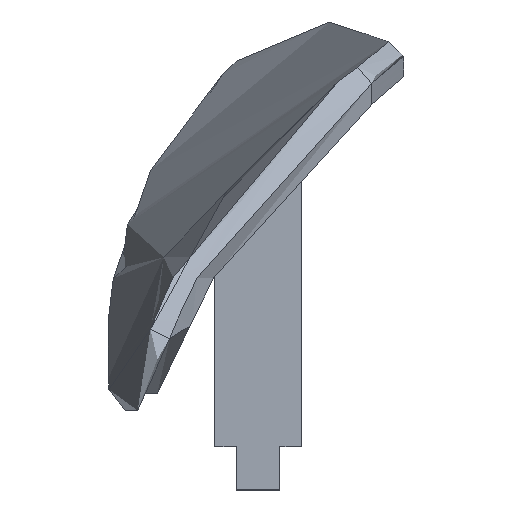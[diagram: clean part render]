
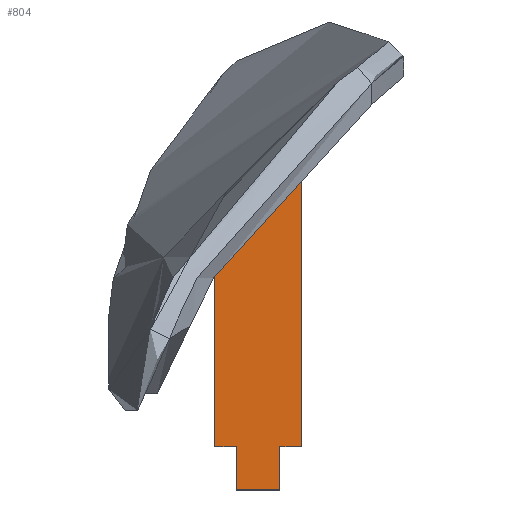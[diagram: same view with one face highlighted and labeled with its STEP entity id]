
A CAD part, top view. The second image highlights one B-rep face of the part: STEP entity #804.
In plain terms, the highlighted planar face has unit normal (0, 0, 1).
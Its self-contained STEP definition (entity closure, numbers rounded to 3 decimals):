
#22=ELLIPSE('',#857,29.931,26.462);
#115=PLANE('',#856);
#141=FACE_OUTER_BOUND('',#183,.T.);
#183=EDGE_LOOP('',(#666,#667,#668,#669,#670,#671,#672,#673));
#203=LINE('',#1015,#262);
#207=LINE('',#1023,#266);
#238=LINE('',#1086,#297);
#240=LINE('',#1090,#299);
#250=LINE('',#1109,#309);
#254=LINE('',#1573,#313);
#255=LINE('',#1584,#314);
#262=VECTOR('',#878,10.);
#266=VECTOR('',#882,10.);
#297=VECTOR('',#933,10.);
#299=VECTOR('',#937,10.);
#309=VECTOR('',#957,10.);
#313=VECTOR('',#971,10.);
#314=VECTOR('',#980,10.);
#330=VERTEX_POINT('',#1012);
#331=VERTEX_POINT('',#1014);
#334=VERTEX_POINT('',#1020);
#335=VERTEX_POINT('',#1022);
#357=VERTEX_POINT('',#1084);
#358=VERTEX_POINT('',#1088);
#373=VERTEX_POINT('',#1572);
#375=VERTEX_POINT('',#1579);
#421=EDGE_CURVE('',#330,#331,#203,.T.);
#425=EDGE_CURVE('',#334,#335,#207,.T.);
#457=EDGE_CURVE('',#334,#357,#238,.T.);
#459=EDGE_CURVE('',#331,#358,#240,.T.);
#469=EDGE_CURVE('',#358,#357,#250,.T.);
#483=EDGE_CURVE('',#335,#373,#254,.T.);
#487=EDGE_CURVE('',#330,#375,#255,.T.);
#488=EDGE_CURVE('',#375,#373,#22,.T.);
#666=ORIENTED_EDGE('',*,*,#487,.T.);
#667=ORIENTED_EDGE('',*,*,#488,.T.);
#668=ORIENTED_EDGE('',*,*,#483,.F.);
#669=ORIENTED_EDGE('',*,*,#425,.F.);
#670=ORIENTED_EDGE('',*,*,#457,.T.);
#671=ORIENTED_EDGE('',*,*,#469,.F.);
#672=ORIENTED_EDGE('',*,*,#459,.F.);
#673=ORIENTED_EDGE('',*,*,#421,.F.);
#804=ADVANCED_FACE('',(#141),#115,.T.);
#856=AXIS2_PLACEMENT_3D('',#1585,#981,#982);
#857=AXIS2_PLACEMENT_3D('',#1586,#983,#984);
#878=DIRECTION('',(-1.,0.,0.));
#882=DIRECTION('',(-1.,0.,0.));
#933=DIRECTION('',(0.,-1.,0.));
#937=DIRECTION('',(0.,-1.,0.));
#957=DIRECTION('',(-1.,0.,0.));
#971=DIRECTION('',(0.,1.,0.));
#980=DIRECTION('',(0.,1.,0.));
#981=DIRECTION('center_axis',(0.,0.,1.));
#982=DIRECTION('ref_axis',(1.,0.,0.));
#983=DIRECTION('center_axis',(0.,0.,1.));
#984=DIRECTION('ref_axis',(0.991,-0.137,0.));
#1012=CARTESIAN_POINT('',(-20.5,5.3,-84.5));
#1014=CARTESIAN_POINT('',(-21.5,5.3,-84.5));
#1015=CARTESIAN_POINT('',(-20.5,5.3,-84.5));
#1020=CARTESIAN_POINT('',(-23.5,5.3,-84.5));
#1022=CARTESIAN_POINT('',(-24.5,5.3,-84.5));
#1023=CARTESIAN_POINT('',(-20.5,5.3,-84.5));
#1084=CARTESIAN_POINT('',(-23.5,3.3,-84.5));
#1086=CARTESIAN_POINT('',(-23.5,5.3,-84.5));
#1088=CARTESIAN_POINT('',(-21.5,3.3,-84.5));
#1090=CARTESIAN_POINT('',(-21.5,5.3,-84.5));
#1109=CARTESIAN_POINT('',(-21.5,3.3,-84.5));
#1572=CARTESIAN_POINT('',(-24.5,16.204,-84.5));
#1573=CARTESIAN_POINT('',(-24.5,0.,-84.5));
#1579=CARTESIAN_POINT('',(-20.5,19.821,-84.5));
#1584=CARTESIAN_POINT('',(-20.5,0.,-84.5));
#1585=CARTESIAN_POINT('Origin',(-24.5,0.,-84.5));
#1586=CARTESIAN_POINT('Origin',(-0.951,-0.811,-84.5));
